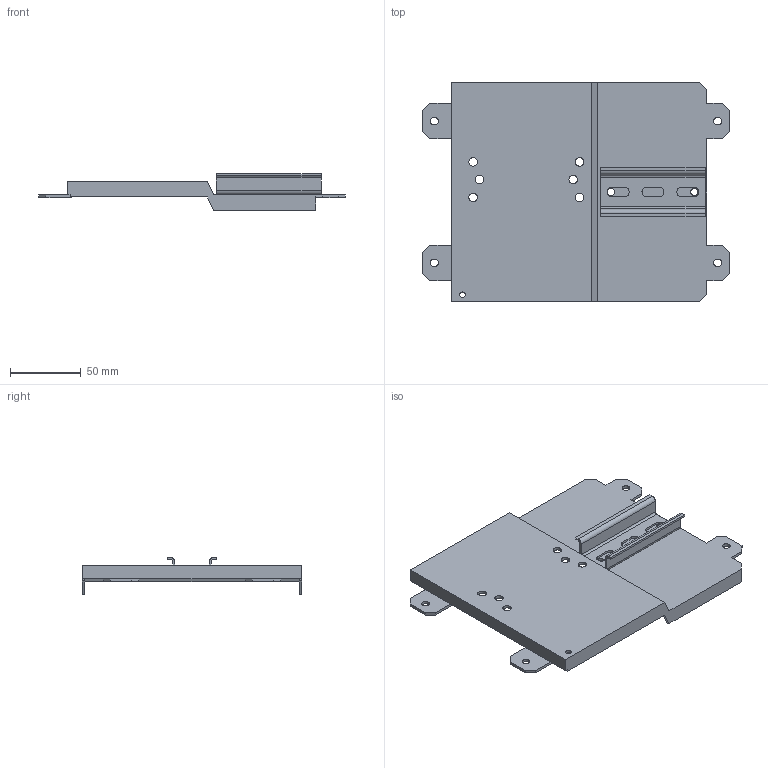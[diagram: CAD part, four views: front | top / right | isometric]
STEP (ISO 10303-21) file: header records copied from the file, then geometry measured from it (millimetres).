
FILE_DESCRIPTION((''),'2;1');
FILE_NAME('PM_1_K00_M_ASM','2023-02-10T10:20:28',('klemen.sitar'),('Audax d.o.o.'),'CREO PARAMETRIC BY PTC INC, 2021304','CREO PARAMETRIC BY PTC INC, 2021304','');
FILE_SCHEMA(('AP242_MANAGED_MODEL_BASED_3D_ENGINEERING_MIM_LF { 1 0 10303 442 1 1 4 }'));
Length unit declared in the file: millimetre
Products named in the file (3): OPEN_CASCADE_STEP_TRANSLAT-2054; PRT0011; PM_1_K00_M_ASM
Assembly tree (2 placements, depth 2):
  PM_1_K00_M_ASM
    OPEN_CASCADE_STEP_TRANSLAT-2054
    PRT0011
Bounding box: 216 x 155 x 26 mm (x, y, z)
Volume: 75658 mm3; surface area: 79872.9 mm2
Topology: 2 solids, 2 shells, 114 faces, 336 edges, 226 vertices
Faces by surface type: plane 74, cylinder 40
Entity records: 6193 total; most frequent: CARTESIAN_POINT 688, ORIENTED_EDGE 672, DIRECTION 666, PRESENTATION_STYLE_ASSIGNMENT 452, STYLED_ITEM 452, CURVE_STYLE 336, EDGE_CURVE 336, VECTOR 244
